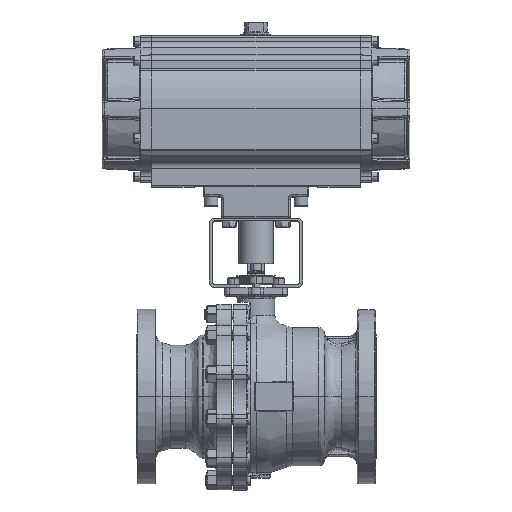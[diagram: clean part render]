
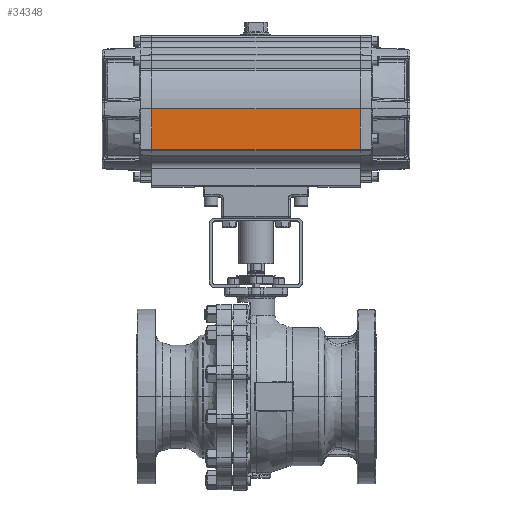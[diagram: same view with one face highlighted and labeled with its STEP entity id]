
A CAD part, top view. The second image highlights one B-rep face of the part: STEP entity #34348.
In plain terms, the highlighted planar face has unit normal (0, 0, 1).
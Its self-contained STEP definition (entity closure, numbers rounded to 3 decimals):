
#1942 = AXIS2_PLACEMENT_3D ( 'NONE', #72774, #36539, #88259 ) ;
#3783 = EDGE_CURVE ( 'NONE', #43915, #19325, #68520, .T. ) ;
#6029 = CARTESIAN_POINT ( 'NONE',  ( 8.976, 21.272, 5.709 ) ) ;
#6644 = EDGE_CURVE ( 'NONE', #28259, #25830, #38314, .T. ) ;
#9600 = VECTOR ( 'NONE', #90981, 39.37 ) ;
#12218 = ORIENTED_EDGE ( 'NONE', *, *, #54115, .T. ) ;
#14861 = EDGE_CURVE ( 'NONE', #28259, #86734, #33116, .T. ) ;
#16683 = CARTESIAN_POINT ( 'NONE',  ( -8.976, 20.668, 5.709 ) ) ;
#17072 = CARTESIAN_POINT ( 'NONE',  ( -8.976, 21.272, 5.709 ) ) ;
#19325 = VERTEX_POINT ( 'NONE', #6029 ) ;
#21769 = ORIENTED_EDGE ( 'NONE', *, *, #27749, .F. ) ;
#25830 = VERTEX_POINT ( 'NONE', #51199 ) ;
#27749 = EDGE_CURVE ( 'NONE', #29111, #25830, #92646, .T. ) ;
#28159 = ORIENTED_EDGE ( 'NONE', *, *, #6644, .T. ) ;
#28259 = VERTEX_POINT ( 'NONE', #62222 ) ;
#29111 = VERTEX_POINT ( 'NONE', #80745 ) ;
#33116 = LINE ( 'NONE', #83600, #50413 ) ;
#33638 = VECTOR ( 'NONE', #38638, 39.37 ) ;
#34348 = ADVANCED_FACE ( 'NONE', ( #83794 ), #80833, .T. ) ;
#36539 = DIRECTION ( 'NONE',  ( 0., 0., 1. ) ) ;
#38314 = LINE ( 'NONE', #17072, #57956 ) ;
#38638 = DIRECTION ( 'NONE',  ( 0., 1., 0. ) ) ;
#38940 = CARTESIAN_POINT ( 'NONE',  ( 8.976, 20.668, 5.709 ) ) ;
#43213 = LINE ( 'NONE', #65136, #80241 ) ;
#43915 = VERTEX_POINT ( 'NONE', #76180 ) ;
#45152 = VECTOR ( 'NONE', #94693, 39.37 ) ;
#47454 = LINE ( 'NONE', #78819, #45152 ) ;
#50413 = VECTOR ( 'NONE', #91658, 39.37 ) ;
#51199 = CARTESIAN_POINT ( 'NONE',  ( -8.976, 21.272, 5.709 ) ) ;
#54115 = EDGE_CURVE ( 'NONE', #29111, #43915, #43213, .T. ) ;
#57956 = VECTOR ( 'NONE', #61322, 39.37 ) ;
#61322 = DIRECTION ( 'NONE',  ( 0., -1., 0. ) ) ;
#62222 = CARTESIAN_POINT ( 'NONE',  ( -8.976, 24.72, 5.709 ) ) ;
#65136 = CARTESIAN_POINT ( 'NONE',  ( -8.976, 21.268, 5.709 ) ) ;
#68520 = LINE ( 'NONE', #38940, #9600 ) ;
#71635 = ORIENTED_EDGE ( 'NONE', *, *, #88888, .T. ) ;
#72774 = CARTESIAN_POINT ( 'NONE',  ( -8.976, 24.72, 5.709 ) ) ;
#76180 = CARTESIAN_POINT ( 'NONE',  ( 8.976, 21.268, 5.709 ) ) ;
#78066 = CARTESIAN_POINT ( 'NONE',  ( 8.976, 24.72, 5.709 ) ) ;
#78459 = ORIENTED_EDGE ( 'NONE', *, *, #14861, .F. ) ;
#78819 = CARTESIAN_POINT ( 'NONE',  ( 8.976, 21.272, 5.709 ) ) ;
#79999 = DIRECTION ( 'NONE',  ( 1., 0., 0. ) ) ;
#80241 = VECTOR ( 'NONE', #79999, 39.37 ) ;
#80745 = CARTESIAN_POINT ( 'NONE',  ( -8.976, 21.268, 5.709 ) ) ;
#80833 = PLANE ( 'NONE',  #1942 ) ;
#83600 = CARTESIAN_POINT ( 'NONE',  ( -8.976, 24.72, 5.709 ) ) ;
#83794 = FACE_OUTER_BOUND ( 'NONE', #84716, .T. ) ;
#84716 = EDGE_LOOP ( 'NONE', ( #71635, #78459, #28159, #21769, #12218, #90545 ) ) ;
#86734 = VERTEX_POINT ( 'NONE', #78066 ) ;
#88259 = DIRECTION ( 'NONE',  ( 1., 0., 0. ) ) ;
#88888 = EDGE_CURVE ( 'NONE', #19325, #86734, #47454, .T. ) ;
#90545 = ORIENTED_EDGE ( 'NONE', *, *, #3783, .T. ) ;
#90981 = DIRECTION ( 'NONE',  ( 0., 1., 0. ) ) ;
#91658 = DIRECTION ( 'NONE',  ( 1., 0., 0. ) ) ;
#92646 = LINE ( 'NONE', #16683, #33638 ) ;
#94693 = DIRECTION ( 'NONE',  ( 0., 1., 0. ) ) ;
